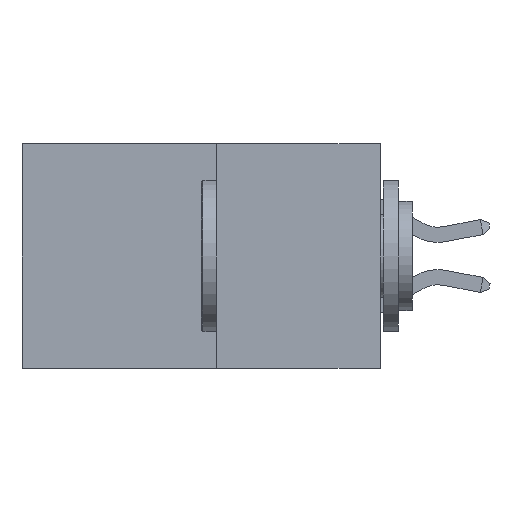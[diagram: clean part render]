
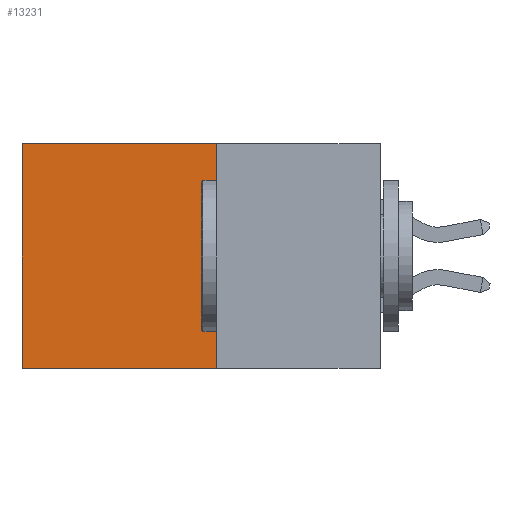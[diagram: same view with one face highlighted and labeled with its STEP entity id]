
A CAD part, left-side view. The second image highlights one B-rep face of the part: STEP entity #13231.
In plain terms, the highlighted planar face has unit normal (-1, 0, 0).
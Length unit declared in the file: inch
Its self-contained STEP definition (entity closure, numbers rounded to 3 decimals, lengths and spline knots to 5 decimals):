
#778 = LINE ( 'NONE', #12649, #11262 ) ;
#1449 = VECTOR ( 'NONE', #10755, 39.37008 ) ;
#2316 = AXIS2_PLACEMENT_3D ( 'NONE', #9667, #11617, #25117 ) ;
#3549 = EDGE_CURVE ( 'NONE', #6823, #17504, #12129, .T. ) ;
#3751 = FACE_OUTER_BOUND ( 'NONE', #13806, .T. ) ;
#4067 = ORIENTED_EDGE ( 'NONE', *, *, #17223, .F. ) ;
#4126 = VERTEX_POINT ( 'NONE', #18624 ) ;
#6724 = LINE ( 'NONE', #16577, #1449 ) ;
#6823 = VERTEX_POINT ( 'NONE', #7796 ) ;
#7796 = CARTESIAN_POINT ( 'NONE',  ( 0.277, 0.27, 0. ) ) ;
#7846 = EDGE_CURVE ( 'NONE', #17504, #4126, #6724, .T. ) ;
#9667 = CARTESIAN_POINT ( 'NONE',  ( 0.277, 0.27, -0.37 ) ) ;
#10330 = EDGE_CURVE ( 'NONE', #6823, #15700, #24310, .T. ) ;
#10548 = DIRECTION ( 'NONE',  ( 0., 1., 0. ) ) ;
#10755 = DIRECTION ( 'NONE',  ( 0., 0., -1. ) ) ;
#11262 = VECTOR ( 'NONE', #16501, 39.37008 ) ;
#11532 = PLANE ( 'NONE',  #2316 ) ;
#11595 = ORIENTED_EDGE ( 'NONE', *, *, #3549, .T. ) ;
#11617 = DIRECTION ( 'NONE',  ( 1., 0., 0. ) ) ;
#12129 = LINE ( 'NONE', #14133, #22461 ) ;
#12649 = CARTESIAN_POINT ( 'NONE',  ( 0.277, 0.27, -0.37 ) ) ;
#13231 = ADVANCED_FACE ( 'NONE', ( #3751 ), #11532, .F. ) ;
#13806 = EDGE_LOOP ( 'NONE', ( #13893, #4067, #14615, #11595 ) ) ;
#13893 = ORIENTED_EDGE ( 'NONE', *, *, #7846, .T. ) ;
#14133 = CARTESIAN_POINT ( 'NONE',  ( 0.277, 0.27, 0. ) ) ;
#14615 = ORIENTED_EDGE ( 'NONE', *, *, #10330, .F. ) ;
#15700 = VERTEX_POINT ( 'NONE', #20049 ) ;
#16501 = DIRECTION ( 'NONE',  ( 0., 1., 0. ) ) ;
#16577 = CARTESIAN_POINT ( 'NONE',  ( 0.277, 0.59, -0.37 ) ) ;
#17223 = EDGE_CURVE ( 'NONE', #15700, #4126, #778, .T. ) ;
#17504 = VERTEX_POINT ( 'NONE', #25019 ) ;
#18624 = CARTESIAN_POINT ( 'NONE',  ( 0.277, 0.59, -0.37 ) ) ;
#20049 = CARTESIAN_POINT ( 'NONE',  ( 0.277, 0.27, -0.37 ) ) ;
#21274 = CARTESIAN_POINT ( 'NONE',  ( 0.277, 0.27, -0.37 ) ) ;
#22461 = VECTOR ( 'NONE', #10548, 39.37008 ) ;
#22553 = VECTOR ( 'NONE', #23193, 39.37008 ) ;
#23193 = DIRECTION ( 'NONE',  ( 0., 0., -1. ) ) ;
#24310 = LINE ( 'NONE', #21274, #22553 ) ;
#25019 = CARTESIAN_POINT ( 'NONE',  ( 0.277, 0.59, 0. ) ) ;
#25117 = DIRECTION ( 'NONE',  ( 0., 0., -1. ) ) ;
